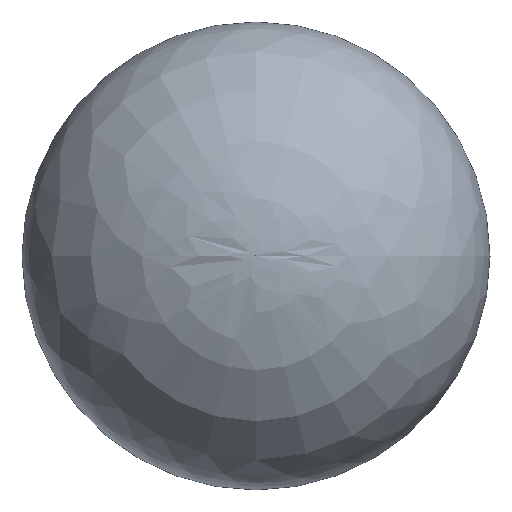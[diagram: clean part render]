
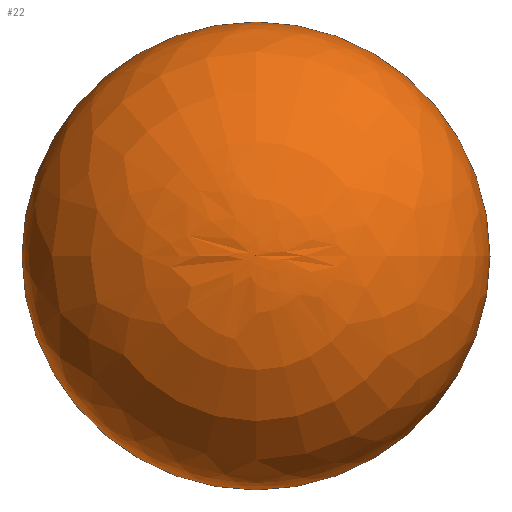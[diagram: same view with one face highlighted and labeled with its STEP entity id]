
A CAD part, top view. The second image highlights one B-rep face of the part: STEP entity #22.
In plain terms, the highlighted free-form (B-spline) face has degree [3, 3] with [4, 7] control points.
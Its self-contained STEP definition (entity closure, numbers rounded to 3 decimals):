
#1 = VERTEX_POINT ( 'NONE', #34 ) ;
#2 = FACE_OUTER_BOUND ( 'NONE', #85, .T. ) ;
#4 = CARTESIAN_POINT ( 'NONE',  ( 1.324, 0., 2.4 ) ) ;
#6 = CARTESIAN_POINT ( 'NONE',  ( 2.26, 0., 0.64 ) ) ;
#12 = CARTESIAN_POINT ( 'NONE',  ( 1.324, 0., 2.4 ) ) ;
#15 = CARTESIAN_POINT ( 'NONE',  ( 2.26, -4.52, 1.671 ) ) ;
#17 = CARTESIAN_POINT ( 'NONE',  ( 2.26, 4.52, 1.671 ) ) ;
#20 = CARTESIAN_POINT ( 'NONE',  ( 0., 0., 2.4 ) ) ;
#21 = CARTESIAN_POINT ( 'NONE',  ( -1.324, 2.648, 2.4 ) ) ;
#22 = ADVANCED_FACE ( 'NONE', ( #2 ), #46, .F. ) ;
#23 = DIRECTION ( 'NONE',  ( 0., 0., -1. ) ) ;
#24 = CARTESIAN_POINT ( 'NONE',  ( -2.26, 0., 1.671 ) ) ;
#25 = CARTESIAN_POINT ( 'NONE',  ( 2.26, 4.52, 0.64 ) ) ;
#30 = CARTESIAN_POINT ( 'NONE',  ( 0., 0., 2.4 ) ) ;
#34 = CARTESIAN_POINT ( 'NONE',  ( -2.26, 0., 0.64 ) ) ;
#36 = CARTESIAN_POINT ( 'NONE',  ( -2.26, 0., 0.64 ) ) ;
#38 = CARTESIAN_POINT ( 'NONE',  ( 2.26, 0., 1.671 ) ) ;
#41 = CARTESIAN_POINT ( 'NONE',  ( 2.26, -4.52, 0.64 ) ) ;
#46 =( BOUNDED_SURFACE ( )  B_SPLINE_SURFACE ( 3, 3, ( 
 ( #97, #64, #48, #30, #65, #56, #20 ),
 ( #4, #50, #106, #88, #21, #55, #12 ),
 ( #49, #15, #110, #24, #115, #17, #38 ),
 ( #6, #41, #92, #36, #99, #25, #51 ) ),
 .UNSPECIFIED., .F., .T., .T. ) 
 B_SPLINE_SURFACE_WITH_KNOTS ( ( 4, 4 ),
 ( 4, 3, 4 ),
 ( 0., 1. ),
 ( 0., 0.5, 1. ),
 .UNSPECIFIED. ) 
 GEOMETRIC_REPRESENTATION_ITEM ( )  RATIONAL_B_SPLINE_SURFACE ( (
 ( 1., 0.333, 0.333, 1., 0.333, 0.333, 1.),
 ( 0.805, 0.268, 0.268, 0.805, 0.268, 0.268, 0.805),
 ( 0.805, 0.268, 0.268, 0.805, 0.268, 0.268, 0.805),
 ( 1., 0.333, 0.333, 1., 0.333, 0.333, 1.) ) ) 
 REPRESENTATION_ITEM ( '' )  SURFACE ( )  );
#48 = CARTESIAN_POINT ( 'NONE',  ( 0., 0., 2.4 ) ) ;
#49 = CARTESIAN_POINT ( 'NONE',  ( 2.26, 0., 1.671 ) ) ;
#50 = CARTESIAN_POINT ( 'NONE',  ( 1.324, -2.648, 2.4 ) ) ;
#51 = CARTESIAN_POINT ( 'NONE',  ( 2.26, 0., 0.64 ) ) ;
#55 = CARTESIAN_POINT ( 'NONE',  ( 1.324, 2.648, 2.4 ) ) ;
#56 = CARTESIAN_POINT ( 'NONE',  ( 0., 0., 2.4 ) ) ;
#58 = DIRECTION ( 'NONE',  ( -1., 0., 0. ) ) ;
#60 = CARTESIAN_POINT ( 'NONE',  ( 0., 0., 0.64 ) ) ;
#64 = CARTESIAN_POINT ( 'NONE',  ( 0., 0., 2.4 ) ) ;
#65 = CARTESIAN_POINT ( 'NONE',  ( 0., 0., 2.4 ) ) ;
#67 = ORIENTED_EDGE ( 'NONE', *, *, #84, .F. ) ;
#74 = CIRCLE ( 'NONE', #75, 2.26 ) ;
#75 = AXIS2_PLACEMENT_3D ( 'NONE', #60, #23, #58 ) ;
#84 = EDGE_CURVE ( 'NONE', #1, #1, #74, .T. ) ;
#85 = EDGE_LOOP ( 'NONE', ( #67 ) ) ;
#88 = CARTESIAN_POINT ( 'NONE',  ( -1.324, 0., 2.4 ) ) ;
#92 = CARTESIAN_POINT ( 'NONE',  ( -2.26, -4.52, 0.64 ) ) ;
#97 = CARTESIAN_POINT ( 'NONE',  ( 0., 0., 2.4 ) ) ;
#99 = CARTESIAN_POINT ( 'NONE',  ( -2.26, 4.52, 0.64 ) ) ;
#106 = CARTESIAN_POINT ( 'NONE',  ( -1.324, -2.648, 2.4 ) ) ;
#110 = CARTESIAN_POINT ( 'NONE',  ( -2.26, -4.52, 1.671 ) ) ;
#115 = CARTESIAN_POINT ( 'NONE',  ( -2.26, 4.52, 1.671 ) ) ;
